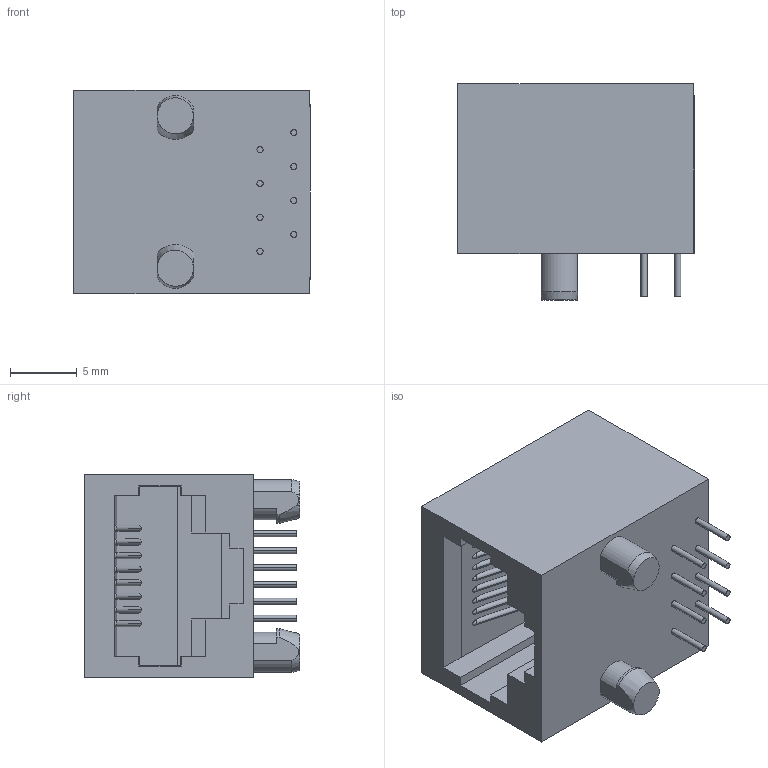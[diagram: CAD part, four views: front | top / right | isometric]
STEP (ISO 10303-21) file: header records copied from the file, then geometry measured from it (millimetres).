
FILE_DESCRIPTION((''),'2;1');
FILE_NAME('54602-908_SW0002','2009-10-27T',('smani'),('FCI - ELX Division'),'PRO/ENGINEER BY PARAMETRIC TECHNOLOGY CORPORATION, 2008010','PRO/ENGINEER BY PARAMETRIC TECHNOLOGY CORPORATION, 2008010','');
FILE_SCHEMA(('CONFIG_CONTROL_DESIGN'));
Length unit declared in the file: millimetre
Products named in the file (1): 54602-908_SW0002
Bounding box: 17.74 x 16.2 x 15.3 mm (x, y, z)
Volume: 2406.9 mm3; surface area: 2087.6 mm2
Topology: 1 solids, 1 shells, 116 faces, 309 edges, 206 vertices
Faces by surface type: plane 66, cylinder 38, torus 8, cone 4
Entity records: 4229 total; most frequent: CARTESIAN_POINT 1297, ORIENTED_EDGE 618, DIRECTION 553, EDGE_CURVE 309, VERTEX_POINT 206, VECTOR 193, LINE 193, AXIS2_PLACEMENT_3D 180
